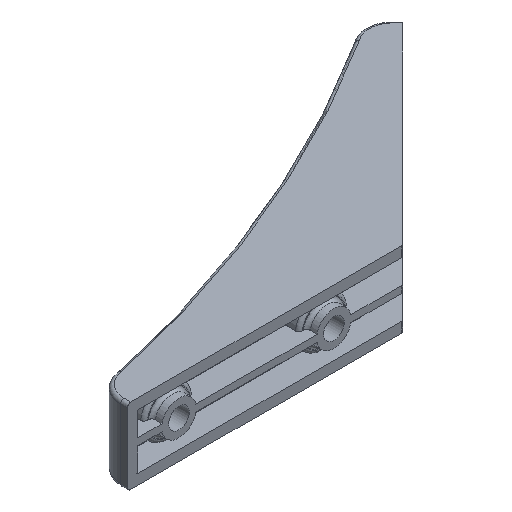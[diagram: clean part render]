
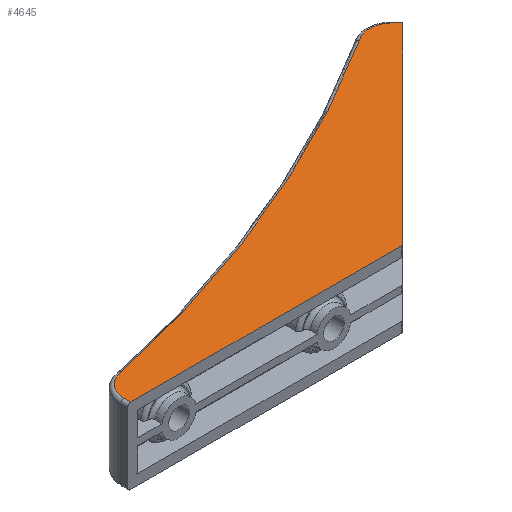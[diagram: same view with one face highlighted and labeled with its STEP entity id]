
A CAD part, isometric view. The second image highlights one B-rep face of the part: STEP entity #4645.
In plain terms, the highlighted planar face has unit normal (0, 0, 1).
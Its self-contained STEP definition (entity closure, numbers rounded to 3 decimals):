
#3429=CARTESIAN_POINT('',(3654.485,1693.891,11.));
#3430=VERTEX_POINT('',#3429);
#3431=CARTESIAN_POINT('',(3655.192,1694.184,11.));
#3432=VERTEX_POINT('',#3431);
#3433=CARTESIAN_POINT('',(3654.485,1694.891,11.));
#3434=DIRECTION('',(0.0,0.0,-1.0));
#3435=DIRECTION('',(-1.0,0.0,0.0));
#3436=AXIS2_PLACEMENT_3D('',#3433,#3434,#3435);
#3437=CIRCLE('',#3436,1.);
#3438=EDGE_CURVE('',#3430,#3432,#3437,.F.);
#4325=CARTESIAN_POINT('',(3710.76,1749.753,11.));
#4326=VERTEX_POINT('',#4325);
#4334=CARTESIAN_POINT('',(3710.76,1749.753,11.));
#4335=DIRECTION('',(-0.707,-0.707,0.0));
#4336=VECTOR('',#4335,78.586);
#4337=LINE('',#4334,#4336);
#4338=EDGE_CURVE('',#4326,#3432,#4337,.T.);
#4406=CARTESIAN_POINT('',(3575.899,1693.891,11.));
#4407=VERTEX_POINT('',#4406);
#4408=CARTESIAN_POINT('',(3654.485,1693.891,11.));
#4409=DIRECTION('',(-1.0,0.0,0.0));
#4410=VECTOR('',#4409,78.586);
#4411=LINE('',#4408,#4410);
#4412=EDGE_CURVE('',#3430,#4407,#4411,.T.);
#4594=CARTESIAN_POINT('',(3714.199,1692.685,11.));
#4595=DIRECTION('',(0.0,0.0,-1.0));
#4596=DIRECTION('',(-1.0,0.0,0.0));
#4597=AXIS2_PLACEMENT_3D('',#4594,#4595,#4596);
#4598=PLANE('',#4597);
#4599=ORIENTED_EDGE('',*,*,#4338,.F.);
#4600=CARTESIAN_POINT('',(3709.38,1751.133,11.));
#4601=VERTEX_POINT('',#4600);
#4602=CARTESIAN_POINT('',(3709.38,1751.133,11.));
#4603=DIRECTION('',(0.707,-0.707,0.0));
#4604=VECTOR('',#4603,1.952);
#4605=LINE('',#4602,#4604);
#4606=EDGE_CURVE('',#4326,#4601,#4605,.F.);
#4607=ORIENTED_EDGE('',*,*,#4606,.T.);
#4608=CARTESIAN_POINT('',(3699.992,1751.597,11.));
#4609=VERTEX_POINT('',#4608);
#4610=CARTESIAN_POINT('',(3704.43,1746.183,11.));
#4611=DIRECTION('',(0.0,0.0,-1.0));
#4612=DIRECTION('',(-1.0,0.0,0.0));
#4613=AXIS2_PLACEMENT_3D('',#4610,#4611,#4612);
#4614=CIRCLE('',#4613,7.);
#4615=EDGE_CURVE('',#4601,#4609,#4614,.F.);
#4616=ORIENTED_EDGE('',*,*,#4615,.T.);
#4617=CARTESIAN_POINT('',(3582.21,1702.809,11.));
#4618=VERTEX_POINT('',#4617);
#4619=CARTESIAN_POINT('',(3501.826,2063.443,11.));
#4620=DIRECTION('',(0.0,0.0,-1.0));
#4621=DIRECTION('',(-1.0,0.0,0.0));
#4622=AXIS2_PLACEMENT_3D('',#4619,#4620,#4621);
#4623=CIRCLE('',#4622,369.484);
#4624=EDGE_CURVE('',#4609,#4618,#4623,.T.);
#4625=ORIENTED_EDGE('',*,*,#4624,.T.);
#4626=CARTESIAN_POINT('',(3575.899,1695.844,11.));
#4627=VERTEX_POINT('',#4626);
#4628=CARTESIAN_POINT('',(3582.899,1695.844,11.));
#4629=DIRECTION('',(0.0,0.0,-1.0));
#4630=DIRECTION('',(-1.0,0.0,0.0));
#4631=AXIS2_PLACEMENT_3D('',#4628,#4629,#4630);
#4632=CIRCLE('',#4631,7.);
#4633=EDGE_CURVE('',#4618,#4627,#4632,.F.);
#4634=ORIENTED_EDGE('',*,*,#4633,.T.);
#4635=CARTESIAN_POINT('',(3575.899,1693.891,11.));
#4636=DIRECTION('',(0.,1.0,0.0));
#4637=VECTOR('',#4636,1.952);
#4638=LINE('',#4635,#4637);
#4639=EDGE_CURVE('',#4627,#4407,#4638,.F.);
#4640=ORIENTED_EDGE('',*,*,#4639,.T.);
#4641=ORIENTED_EDGE('',*,*,#4412,.F.);
#4642=ORIENTED_EDGE('',*,*,#3438,.T.);
#4643=EDGE_LOOP('',(#4599,#4607,#4616,#4625,#4634,#4640,#4641,#4642));
#4644=FACE_OUTER_BOUND('',#4643,.T.);
#4645=ADVANCED_FACE('',(#4644),#4598,.F.);
